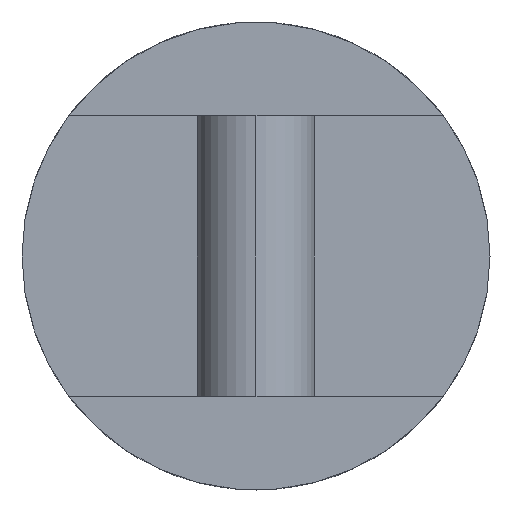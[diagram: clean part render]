
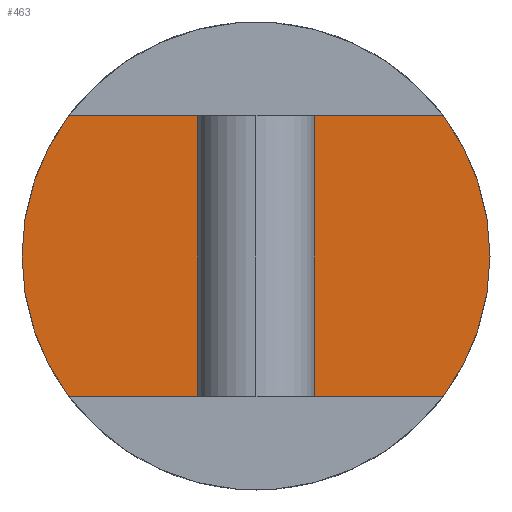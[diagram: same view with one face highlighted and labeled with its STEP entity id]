
A CAD part, left-side view. The second image highlights one B-rep face of the part: STEP entity #463.
In plain terms, the highlighted planar face has unit normal (-1, 0, 0).
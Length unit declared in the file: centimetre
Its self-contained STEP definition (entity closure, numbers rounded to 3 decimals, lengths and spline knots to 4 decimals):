
#9 = CARTESIAN_POINT ( 'NONE',  ( -21., 0., 0. ) ) ;
#10 = CIRCLE ( 'NONE', #498, 5. ) ;
#16 = DIRECTION ( 'NONE',  ( 0., 1., 0. ) ) ;
#19 = CIRCLE ( 'NONE', #33, 5. ) ;
#33 = AXIS2_PLACEMENT_3D ( 'NONE', #506, #502, #603 ) ;
#34 = CIRCLE ( 'NONE', #295, 5. ) ;
#44 = ORIENTED_EDGE ( 'NONE', *, *, #362, .T. ) ;
#77 = LINE ( 'NONE', #282, #563 ) ;
#113 = CIRCLE ( 'NONE', #207, 5. ) ;
#115 = DIRECTION ( 'NONE',  ( 0., 0., -1. ) ) ;
#132 = ORIENTED_EDGE ( 'NONE', *, *, #605, .F. ) ;
#135 = ORIENTED_EDGE ( 'NONE', *, *, #229, .F. ) ;
#142 = VERTEX_POINT ( 'NONE', #327 ) ;
#144 = PLANE ( 'NONE',  #445 ) ;
#150 = CARTESIAN_POINT ( 'NONE',  ( -21., 4., -3. ) ) ;
#151 = DIRECTION ( 'NONE',  ( 0., 0., -1. ) ) ;
#173 = DIRECTION ( 'NONE',  ( 0., -1., 0. ) ) ;
#174 = VERTEX_POINT ( 'NONE', #535 ) ;
#177 = EDGE_CURVE ( 'NONE', #283, #239, #77, .T. ) ;
#207 = AXIS2_PLACEMENT_3D ( 'NONE', #468, #418, #115 ) ;
#210 = DIRECTION ( 'NONE',  ( 1., 0., 0. ) ) ;
#214 = CARTESIAN_POINT ( 'NONE',  ( -21., 0., 0. ) ) ;
#229 = EDGE_CURVE ( 'NONE', #174, #447, #19, .T. ) ;
#239 = VERTEX_POINT ( 'NONE', #406 ) ;
#282 = CARTESIAN_POINT ( 'NONE',  ( -21., 5., -3. ) ) ;
#283 = VERTEX_POINT ( 'NONE', #150 ) ;
#293 = ORIENTED_EDGE ( 'NONE', *, *, #317, .F. ) ;
#295 = AXIS2_PLACEMENT_3D ( 'NONE', #9, #310, #151 ) ;
#310 = DIRECTION ( 'NONE',  ( 1., 0., 0. ) ) ;
#313 = DIRECTION ( 'NONE',  ( 0., 0., -1. ) ) ;
#317 = EDGE_CURVE ( 'NONE', #142, #239, #113, .T. ) ;
#327 = CARTESIAN_POINT ( 'NONE',  ( -21., -5., 0. ) ) ;
#351 = DIRECTION ( 'NONE',  ( 0., -1., 0. ) ) ;
#361 = CARTESIAN_POINT ( 'NONE',  ( -21., 5., 3. ) ) ;
#362 = EDGE_CURVE ( 'NONE', #593, #447, #372, .T. ) ;
#367 = DIRECTION ( 'NONE',  ( 1., 0., 0. ) ) ;
#372 = LINE ( 'NONE', #361, #483 ) ;
#406 = CARTESIAN_POINT ( 'NONE',  ( -21., -4., -3. ) ) ;
#418 = DIRECTION ( 'NONE',  ( 1., 0., 0. ) ) ;
#445 = AXIS2_PLACEMENT_3D ( 'NONE', #615, #210, #351 ) ;
#447 = VERTEX_POINT ( 'NONE', #560 ) ;
#463 = ADVANCED_FACE ( 'NONE', ( #554 ), #144, .F. ) ;
#468 = CARTESIAN_POINT ( 'NONE',  ( -21., 0., 0. ) ) ;
#483 = VECTOR ( 'NONE', #16, 100. ) ;
#489 = EDGE_LOOP ( 'NONE', ( #583, #293, #596, #44, #135, #132 ) ) ;
#498 = AXIS2_PLACEMENT_3D ( 'NONE', #214, #367, #313 ) ;
#502 = DIRECTION ( 'NONE',  ( 1., 0., 0. ) ) ;
#506 = CARTESIAN_POINT ( 'NONE',  ( -21., 0., 0. ) ) ;
#535 = CARTESIAN_POINT ( 'NONE',  ( -21., 5., 0. ) ) ;
#554 = FACE_OUTER_BOUND ( 'NONE', #489, .T. ) ;
#560 = CARTESIAN_POINT ( 'NONE',  ( -21., 4., 3. ) ) ;
#563 = VECTOR ( 'NONE', #173, 100. ) ;
#569 = CARTESIAN_POINT ( 'NONE',  ( -21., -4., 3. ) ) ;
#574 = EDGE_CURVE ( 'NONE', #593, #142, #34, .T. ) ;
#583 = ORIENTED_EDGE ( 'NONE', *, *, #177, .T. ) ;
#593 = VERTEX_POINT ( 'NONE', #569 ) ;
#596 = ORIENTED_EDGE ( 'NONE', *, *, #574, .F. ) ;
#603 = DIRECTION ( 'NONE',  ( 0., 0., -1. ) ) ;
#605 = EDGE_CURVE ( 'NONE', #283, #174, #10, .T. ) ;
#615 = CARTESIAN_POINT ( 'NONE',  ( -21., 1., 0. ) ) ;
